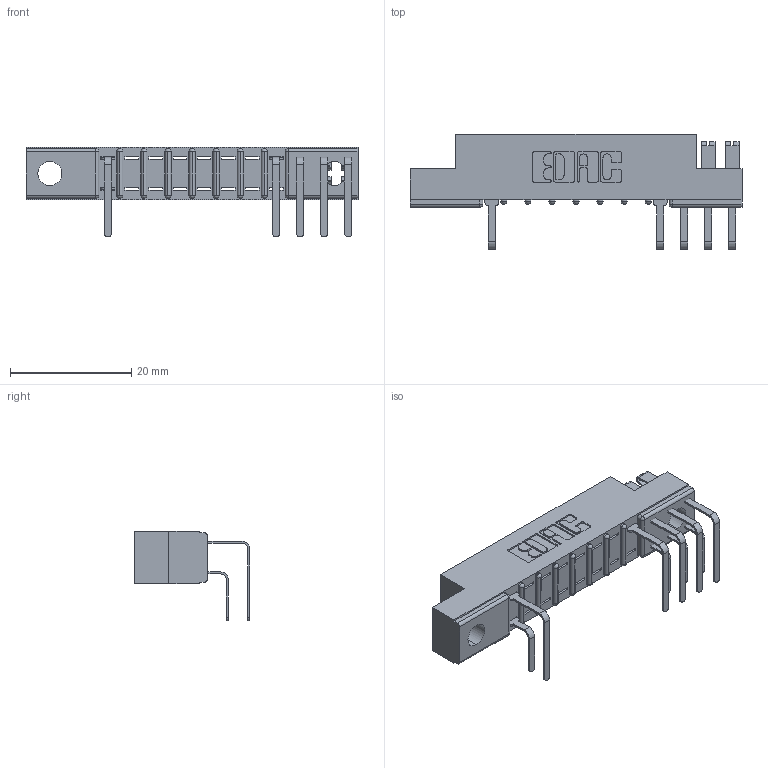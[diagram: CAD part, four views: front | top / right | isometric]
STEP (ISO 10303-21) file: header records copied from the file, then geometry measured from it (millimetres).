
FILE_DESCRIPTION (( 'STEP AP203' ), '1' );
FILE_NAME ('357-022-558-202.STEP', '2018-08-08T22:58:53', ( '' ), ( '' ), 'SwSTEP 2.0', 'SolidWorks 2016', '' );
FILE_SCHEMA (( 'CONFIG_CONTROL_DESIGN' ));
Length unit declared in the file: inch
Products named in the file (4): 307 Part_.128 Dia Mounting Holes; 307-290-001_558 559 - 1 (Single); 307-290-001_558 - 2 (Single); 357-022-558-202
Assembly tree (10 placements, depth 2):
  357-022-558-202
    307 Part_.128 Dia Mounting Holes
    307-290-001_558 559 - 1 (Single)  x4
    307-290-001_558 - 2 (Single)  x5
Bounding box: 54.71 x 18.96 x 14.81 mm (x, y, z)
Volume: 3443.4 mm3; surface area: 4897.9 mm2
Topology: 10 solids, 10 shells, 647 faces, 1825 edges, 1178 vertices
Faces by surface type: plane 409, cylinder 220, sphere 18
Entity records: 12531 total; most frequent: CARTESIAN_POINT 2091, ORIENTED_EDGE 2074, DIRECTION 2055, EDGE_CURVE 1037, VECTOR 779, LINE 779, VERTEX_POINT 674, AXIS2_PLACEMENT_3D 638
